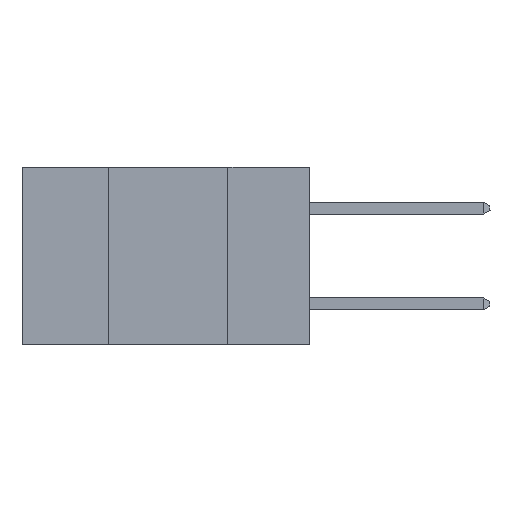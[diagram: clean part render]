
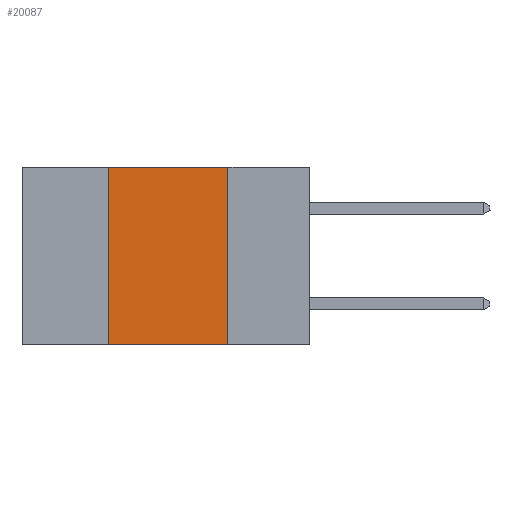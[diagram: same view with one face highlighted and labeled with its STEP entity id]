
A CAD part, left-side view. The second image highlights one B-rep face of the part: STEP entity #20087.
In plain terms, the highlighted planar face has unit normal (-1, 0, 0).
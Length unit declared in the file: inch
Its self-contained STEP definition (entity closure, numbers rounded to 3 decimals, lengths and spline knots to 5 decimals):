
#1336 = LINE ( 'NONE', #24928, #14215 ) ;
#1623 = ORIENTED_EDGE ( 'NONE', *, *, #9164, .F. ) ;
#1937 = EDGE_LOOP ( 'NONE', ( #6047, #1623, #13865, #9713 ) ) ;
#2084 = DIRECTION ( 'NONE',  ( 0., -1., 0. ) ) ;
#2204 = LINE ( 'NONE', #10001, #19648 ) ;
#2946 = DIRECTION ( 'NONE',  ( 1., 0., 0. ) ) ;
#3113 = CARTESIAN_POINT ( 'NONE',  ( 0., 0.6, 0. ) ) ;
#3192 = VERTEX_POINT ( 'NONE', #3692 ) ;
#3692 = CARTESIAN_POINT ( 'NONE',  ( 0., 0.42, 0. ) ) ;
#6047 = ORIENTED_EDGE ( 'NONE', *, *, #10533, .F. ) ;
#6589 = VECTOR ( 'NONE', #17098, 39.37008 ) ;
#6816 = VECTOR ( 'NONE', #17900, 39.37008 ) ;
#7249 = CARTESIAN_POINT ( 'NONE',  ( 0., 0.17, -0.37 ) ) ;
#8098 = VERTEX_POINT ( 'NONE', #7249 ) ;
#8985 = VERTEX_POINT ( 'NONE', #12598 ) ;
#8991 = CARTESIAN_POINT ( 'NONE',  ( 0., 0.6, -0.37 ) ) ;
#9151 = VERTEX_POINT ( 'NONE', #11495 ) ;
#9164 = EDGE_CURVE ( 'NONE', #3192, #8985, #1336, .T. ) ;
#9579 = EDGE_CURVE ( 'NONE', #9151, #3192, #12033, .T. ) ;
#9713 = ORIENTED_EDGE ( 'NONE', *, *, #15646, .T. ) ;
#10001 = CARTESIAN_POINT ( 'NONE',  ( 0., 0.17, 0. ) ) ;
#10150 = FACE_OUTER_BOUND ( 'NONE', #1937, .T. ) ;
#10533 = EDGE_CURVE ( 'NONE', #8985, #8098, #2204, .T. ) ;
#11495 = CARTESIAN_POINT ( 'NONE',  ( 0., 0.42, -0.37 ) ) ;
#12033 = LINE ( 'NONE', #21684, #6816 ) ;
#12598 = CARTESIAN_POINT ( 'NONE',  ( 0., 0.17, 0. ) ) ;
#13865 = ORIENTED_EDGE ( 'NONE', *, *, #9579, .F. ) ;
#14215 = VECTOR ( 'NONE', #2084, 39.37008 ) ;
#15646 = EDGE_CURVE ( 'NONE', #9151, #8098, #15762, .T. ) ;
#15762 = LINE ( 'NONE', #8991, #6589 ) ;
#17098 = DIRECTION ( 'NONE',  ( 0., -1., 0. ) ) ;
#17900 = DIRECTION ( 'NONE',  ( 0., 0., 1. ) ) ;
#19648 = VECTOR ( 'NONE', #23663, 39.37008 ) ;
#20087 = ADVANCED_FACE ( 'NONE', ( #10150 ), #24332, .F. ) ;
#21684 = CARTESIAN_POINT ( 'NONE',  ( 0., 0.42, 0. ) ) ;
#22514 = DIRECTION ( 'NONE',  ( 0., 0., -1. ) ) ;
#23663 = DIRECTION ( 'NONE',  ( 0., 0., -1. ) ) ;
#23858 = AXIS2_PLACEMENT_3D ( 'NONE', #3113, #2946, #22514 ) ;
#24332 = PLANE ( 'NONE',  #23858 ) ;
#24928 = CARTESIAN_POINT ( 'NONE',  ( 0., 0.6, 0. ) ) ;
